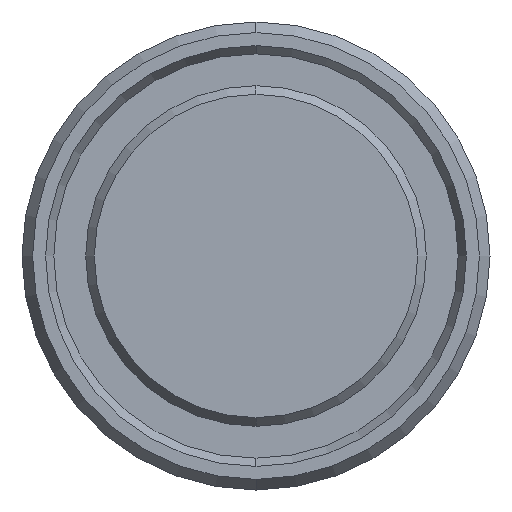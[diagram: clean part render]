
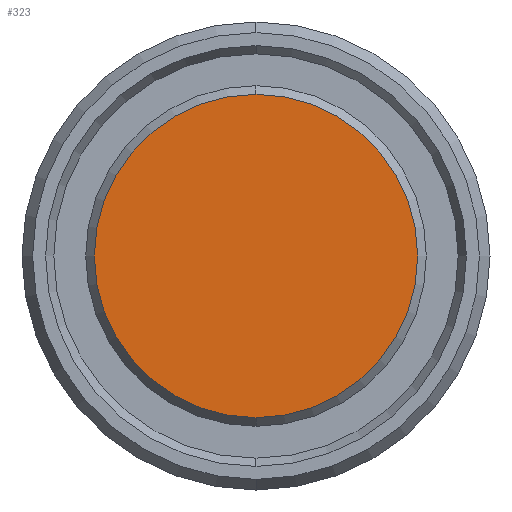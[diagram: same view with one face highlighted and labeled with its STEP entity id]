
A CAD part, left-side view. The second image highlights one B-rep face of the part: STEP entity #323.
In plain terms, the highlighted planar face has unit normal (-1, 0, 0).
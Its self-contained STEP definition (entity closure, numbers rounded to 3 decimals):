
#15 = VERTEX_POINT ( 'NONE', #102 ) ;
#37 = CARTESIAN_POINT ( 'NONE',  ( -1.079, 0., 15.234 ) ) ;
#55 = DIRECTION ( 'NONE',  ( -1., 0., 0. ) ) ;
#102 = CARTESIAN_POINT ( 'NONE',  ( -1.079, 0., -15.234 ) ) ;
#158 = AXIS2_PLACEMENT_3D ( 'NONE', #641, #172, #380 ) ;
#160 = AXIS2_PLACEMENT_3D ( 'NONE', #229, #55, #234 ) ;
#172 = DIRECTION ( 'NONE',  ( 1., 0., 0. ) ) ;
#174 = CIRCLE ( 'NONE', #550, 15.234 ) ;
#177 = FACE_OUTER_BOUND ( 'NONE', #232, .T. ) ;
#229 = CARTESIAN_POINT ( 'NONE',  ( -1.079, 0., 0. ) ) ;
#232 = EDGE_LOOP ( 'NONE', ( #656, #336 ) ) ;
#234 = DIRECTION ( 'NONE',  ( 0., 0., 1. ) ) ;
#252 = CARTESIAN_POINT ( 'NONE',  ( -1.079, 0., 0. ) ) ;
#258 = EDGE_CURVE ( 'NONE', #402, #15, #450, .T. ) ;
#323 = ADVANCED_FACE ( 'NONE', ( #177 ), #349, .F. ) ;
#336 = ORIENTED_EDGE ( 'NONE', *, *, #258, .T. ) ;
#349 = PLANE ( 'NONE',  #158 ) ;
#380 = DIRECTION ( 'NONE',  ( 0., 0., -1. ) ) ;
#401 = DIRECTION ( 'NONE',  ( 0., 0., 1. ) ) ;
#402 = VERTEX_POINT ( 'NONE', #37 ) ;
#425 = EDGE_CURVE ( 'NONE', #15, #402, #174, .T. ) ;
#450 = CIRCLE ( 'NONE', #160, 15.234 ) ;
#544 = DIRECTION ( 'NONE',  ( -1., 0., 0. ) ) ;
#550 = AXIS2_PLACEMENT_3D ( 'NONE', #252, #544, #401 ) ;
#641 = CARTESIAN_POINT ( 'NONE',  ( -1.079, 0., 0. ) ) ;
#656 = ORIENTED_EDGE ( 'NONE', *, *, #425, .T. ) ;
